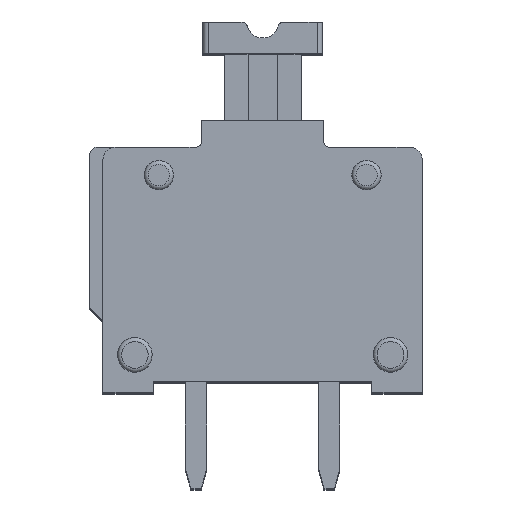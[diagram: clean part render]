
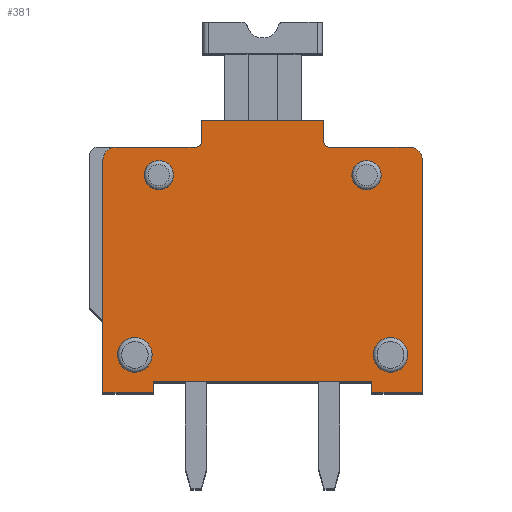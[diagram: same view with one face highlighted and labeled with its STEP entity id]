
A CAD part, top view. The second image highlights one B-rep face of the part: STEP entity #381.
In plain terms, the highlighted planar face has unit normal (0, 0, 1).
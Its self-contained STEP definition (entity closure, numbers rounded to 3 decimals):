
#381 = ADVANCED_FACE( '', ( #777, #778, #779, #780, #781 ), #782, .T. );
#777 = FACE_OUTER_BOUND( '', #1251, .T. );
#778 = FACE_BOUND( '', #1252, .T. );
#779 = FACE_BOUND( '', #1253, .T. );
#780 = FACE_BOUND( '', #1254, .T. );
#781 = FACE_BOUND( '', #1255, .T. );
#782 = PLANE( '', #1256 );
#1251 = EDGE_LOOP( '', ( #1923, #1924, #1925, #1926, #1927, #1928, #1929, #1930, #1931, #1932, #1933, #1934, #1935, #1936, #1937, #1938 ) );
#1252 = EDGE_LOOP( '', ( #1939 ) );
#1253 = EDGE_LOOP( '', ( #1940 ) );
#1254 = EDGE_LOOP( '', ( #1941 ) );
#1255 = EDGE_LOOP( '', ( #1942 ) );
#1256 = AXIS2_PLACEMENT_3D( '', #1943, #1944, #1945 );
#1923 = ORIENTED_EDGE( '', *, *, #3035, .T. );
#1924 = ORIENTED_EDGE( '', *, *, #3036, .T. );
#1925 = ORIENTED_EDGE( '', *, *, #3037, .F. );
#1926 = ORIENTED_EDGE( '', *, *, #3038, .F. );
#1927 = ORIENTED_EDGE( '', *, *, #3039, .F. );
#1928 = ORIENTED_EDGE( '', *, *, #3040, .T. );
#1929 = ORIENTED_EDGE( '', *, *, #3041, .F. );
#1930 = ORIENTED_EDGE( '', *, *, #3042, .F. );
#1931 = ORIENTED_EDGE( '', *, *, #3043, .T. );
#1932 = ORIENTED_EDGE( '', *, *, #3044, .T. );
#1933 = ORIENTED_EDGE( '', *, *, #3045, .T. );
#1934 = ORIENTED_EDGE( '', *, *, #3046, .T. );
#1935 = ORIENTED_EDGE( '', *, *, #2874, .T. );
#1936 = ORIENTED_EDGE( '', *, *, #3047, .F. );
#1937 = ORIENTED_EDGE( '', *, *, #3048, .T. );
#1938 = ORIENTED_EDGE( '', *, *, #3049, .F. );
#1939 = ORIENTED_EDGE( '', *, *, #2913, .F. );
#1940 = ORIENTED_EDGE( '', *, *, #3050, .F. );
#1941 = ORIENTED_EDGE( '', *, *, #3051, .F. );
#1942 = ORIENTED_EDGE( '', *, *, #3052, .F. );
#1943 = CARTESIAN_POINT( '', ( 5.954, 7.756, 3. ) );
#1944 = DIRECTION( '', ( 0., 0., 1. ) );
#1945 = DIRECTION( '', ( 1., 0., 0. ) );
#2874 = EDGE_CURVE( '', #3372, #3376, #3378, .T. );
#2913 = EDGE_CURVE( '', #3449, #3449, #3450, .T. );
#3035 = EDGE_CURVE( '', #3645, #3646, #3647, .T. );
#3036 = EDGE_CURVE( '', #3646, #3648, #3649, .T. );
#3037 = EDGE_CURVE( '', #3650, #3648, #3651, .T. );
#3038 = EDGE_CURVE( '', #3652, #3650, #3653, .T. );
#3039 = EDGE_CURVE( '', #3654, #3652, #3655, .T. );
#3040 = EDGE_CURVE( '', #3654, #3656, #3657, .T. );
#3041 = EDGE_CURVE( '', #3658, #3656, #3659, .T. );
#3042 = EDGE_CURVE( '', #3660, #3658, #3661, .T. );
#3043 = EDGE_CURVE( '', #3660, #3662, #3663, .T. );
#3044 = EDGE_CURVE( '', #3662, #3664, #3665, .T. );
#3045 = EDGE_CURVE( '', #3664, #3666, #3667, .T. );
#3046 = EDGE_CURVE( '', #3666, #3372, #3668, .T. );
#3047 = EDGE_CURVE( '', #3669, #3376, #3670, .T. );
#3048 = EDGE_CURVE( '', #3669, #3671, #3672, .T. );
#3049 = EDGE_CURVE( '', #3645, #3671, #3673, .T. );
#3050 = EDGE_CURVE( '', #3674, #3674, #3675, .T. );
#3051 = EDGE_CURVE( '', #3676, #3676, #3677, .T. );
#3052 = EDGE_CURVE( '', #3678, #3678, #3679, .T. );
#3372 = VERTEX_POINT( '', #4100 );
#3376 = VERTEX_POINT( '', #4106 );
#3378 = LINE( '', #4109, #4110 );
#3449 = VERTEX_POINT( '', #4207 );
#3450 = CIRCLE( '', #4208, 0.65 );
#3645 = VERTEX_POINT( '', #4480 );
#3646 = VERTEX_POINT( '', #4481 );
#3647 = LINE( '', #4482, #4483 );
#3648 = VERTEX_POINT( '', #4484 );
#3649 = LINE( '', #4485, #4486 );
#3650 = VERTEX_POINT( '', #4487 );
#3651 = LINE( '', #4488, #4489 );
#3652 = VERTEX_POINT( '', #4490 );
#3653 = LINE( '', #4491, #4492 );
#3654 = VERTEX_POINT( '', #4493 );
#3655 = LINE( '', #4494, #4495 );
#3656 = VERTEX_POINT( '', #4496 );
#3657 = LINE( '', #4497, #4498 );
#3658 = VERTEX_POINT( '', #4499 );
#3659 = LINE( '', #4500, #4501 );
#3660 = VERTEX_POINT( '', #4502 );
#3661 = CIRCLE( '', #4503, 0.5 );
#3662 = VERTEX_POINT( '', #4504 );
#3663 = LINE( '', #4505, #4506 );
#3664 = VERTEX_POINT( '', #4507 );
#3665 = CIRCLE( '', #4508, 0.2 );
#3666 = VERTEX_POINT( '', #4509 );
#3667 = LINE( '', #4510, #4511 );
#3668 = LINE( '', #4512, #4513 );
#3669 = VERTEX_POINT( '', #4514 );
#3670 = CIRCLE( '', #4515, 0.2 );
#3671 = VERTEX_POINT( '', #4516 );
#3672 = LINE( '', #4517, #4518 );
#3673 = CIRCLE( '', #4519, 0.5 );
#3674 = VERTEX_POINT( '', #4520 );
#3675 = CIRCLE( '', #4521, 0.55 );
#3676 = VERTEX_POINT( '', #4522 );
#3677 = CIRCLE( '', #4523, 0.65 );
#3678 = VERTEX_POINT( '', #4524 );
#3679 = CIRCLE( '', #4525, 0.55 );
#4100 = CARTESIAN_POINT( '', ( 3.7, 10.2, 3. ) );
#4106 = CARTESIAN_POINT( '', ( 3.7, 9.4, 3. ) );
#4109 = CARTESIAN_POINT( '', ( 3.7, 7.285, 3. ) );
#4110 = VECTOR( '', #5085, 1000. );
#4207 = CARTESIAN_POINT( '', ( 11.45, 1.4, 3. ) );
#4208 = AXIS2_PLACEMENT_3D( '', #5130, #5131, #5132 );
#4480 = CARTESIAN_POINT( '', ( 0., 8.7, 3. ) );
#4481 = CARTESIAN_POINT( '', ( 0., 0., 3. ) );
#4482 = CARTESIAN_POINT( '', ( 0., 7.285, 3. ) );
#4483 = VECTOR( '', #5267, 1000. );
#4484 = CARTESIAN_POINT( '', ( 1.9, 0., 3. ) );
#4485 = CARTESIAN_POINT( '', ( 7.771, 0., 3. ) );
#4486 = VECTOR( '', #5268, 1000. );
#4487 = CARTESIAN_POINT( '', ( 1.9, 0.4, 3. ) );
#4488 = CARTESIAN_POINT( '', ( 1.9, 7.285, 3. ) );
#4489 = VECTOR( '', #5269, 1000. );
#4490 = CARTESIAN_POINT( '', ( 10.1, 0.4, 3. ) );
#4491 = CARTESIAN_POINT( '', ( 7.771, 0.4, 3. ) );
#4492 = VECTOR( '', #5270, 1000. );
#4493 = CARTESIAN_POINT( '', ( 10.1, 0., 3. ) );
#4494 = CARTESIAN_POINT( '', ( 10.1, 7.285, 3. ) );
#4495 = VECTOR( '', #5271, 1000. );
#4496 = CARTESIAN_POINT( '', ( 12., 0., 3. ) );
#4497 = CARTESIAN_POINT( '', ( 7.771, 0., 3. ) );
#4498 = VECTOR( '', #5272, 1000. );
#4499 = CARTESIAN_POINT( '', ( 12., 8.7, 3. ) );
#4500 = CARTESIAN_POINT( '', ( 12., 7.285, 3. ) );
#4501 = VECTOR( '', #5273, 1000. );
#4502 = CARTESIAN_POINT( '', ( 11.5, 9.2, 3. ) );
#4503 = AXIS2_PLACEMENT_3D( '', #5274, #5275, #5276 );
#4504 = CARTESIAN_POINT( '', ( 8.5, 9.2, 3. ) );
#4505 = CARTESIAN_POINT( '', ( 7.771, 9.2, 3. ) );
#4506 = VECTOR( '', #5277, 1000. );
#4507 = CARTESIAN_POINT( '', ( 8.3, 9.4, 3. ) );
#4508 = AXIS2_PLACEMENT_3D( '', #5278, #5279, #5280 );
#4509 = CARTESIAN_POINT( '', ( 8.3, 10.2, 3. ) );
#4510 = CARTESIAN_POINT( '', ( 8.3, 7.285, 3. ) );
#4511 = VECTOR( '', #5281, 1000. );
#4512 = CARTESIAN_POINT( '', ( 7.771, 10.2, 3. ) );
#4513 = VECTOR( '', #5282, 1000. );
#4514 = CARTESIAN_POINT( '', ( 3.5, 9.2, 3. ) );
#4515 = AXIS2_PLACEMENT_3D( '', #5283, #5284, #5285 );
#4516 = CARTESIAN_POINT( '', ( 0.5, 9.2, 3. ) );
#4517 = CARTESIAN_POINT( '', ( 7.771, 9.2, 3. ) );
#4518 = VECTOR( '', #5286, 1000. );
#4519 = AXIS2_PLACEMENT_3D( '', #5287, #5288, #5289 );
#4520 = CARTESIAN_POINT( '', ( 2.65, 8.15, 3. ) );
#4521 = AXIS2_PLACEMENT_3D( '', #5290, #5291, #5292 );
#4522 = CARTESIAN_POINT( '', ( 1.85, 1.4, 3. ) );
#4523 = AXIS2_PLACEMENT_3D( '', #5293, #5294, #5295 );
#4524 = CARTESIAN_POINT( '', ( 10.45, 8.15, 3. ) );
#4525 = AXIS2_PLACEMENT_3D( '', #5296, #5297, #5298 );
#5085 = DIRECTION( '', ( 0., -1., 0. ) );
#5130 = CARTESIAN_POINT( '', ( 10.8, 1.4, 3. ) );
#5131 = DIRECTION( '', ( 0., 0., 1. ) );
#5132 = DIRECTION( '', ( 1., 0., 0. ) );
#5267 = DIRECTION( '', ( 0., -1., 0. ) );
#5268 = DIRECTION( '', ( 1., 0., 0. ) );
#5269 = DIRECTION( '', ( 0., -1., 0. ) );
#5270 = DIRECTION( '', ( -1., 0., 0. ) );
#5271 = DIRECTION( '', ( 0., 1., 0. ) );
#5272 = DIRECTION( '', ( 1., 0., 0. ) );
#5273 = DIRECTION( '', ( 0., -1., 0. ) );
#5274 = CARTESIAN_POINT( '', ( 11.5, 8.7, 3. ) );
#5275 = DIRECTION( '', ( 0., 0., -1. ) );
#5276 = DIRECTION( '', ( -1., 0., 0. ) );
#5277 = DIRECTION( '', ( -1., 0., 0. ) );
#5278 = CARTESIAN_POINT( '', ( 8.5, 9.4, 3. ) );
#5279 = DIRECTION( '', ( 0., 0., -1. ) );
#5280 = DIRECTION( '', ( -1., 0., 0. ) );
#5281 = DIRECTION( '', ( 0., 1., 0. ) );
#5282 = DIRECTION( '', ( -1., 0., 0. ) );
#5283 = CARTESIAN_POINT( '', ( 3.5, 9.4, 3. ) );
#5284 = DIRECTION( '', ( 0., 0., 1. ) );
#5285 = DIRECTION( '', ( 1., 0., 0. ) );
#5286 = DIRECTION( '', ( -1., 0., 0. ) );
#5287 = CARTESIAN_POINT( '', ( 0.5, 8.7, 3. ) );
#5288 = DIRECTION( '', ( 0., 0., -1. ) );
#5289 = DIRECTION( '', ( -1., 0., 0. ) );
#5290 = CARTESIAN_POINT( '', ( 2.1, 8.15, 3. ) );
#5291 = DIRECTION( '', ( 0., 0., 1. ) );
#5292 = DIRECTION( '', ( 1., 0., 0. ) );
#5293 = CARTESIAN_POINT( '', ( 1.2, 1.4, 3. ) );
#5294 = DIRECTION( '', ( 0., 0., 1. ) );
#5295 = DIRECTION( '', ( 1., 0., 0. ) );
#5296 = CARTESIAN_POINT( '', ( 9.9, 8.15, 3. ) );
#5297 = DIRECTION( '', ( 0., 0., 1. ) );
#5298 = DIRECTION( '', ( 1., 0., 0. ) );
